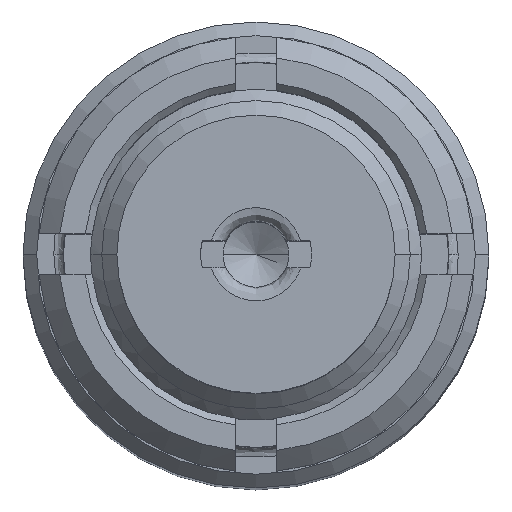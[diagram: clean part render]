
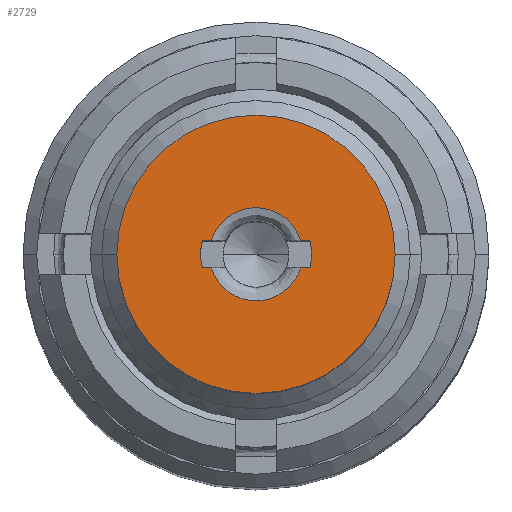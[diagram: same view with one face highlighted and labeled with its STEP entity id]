
A CAD part, top view. The second image highlights one B-rep face of the part: STEP entity #2729.
In plain terms, the highlighted planar face has unit normal (0, 0, 1).
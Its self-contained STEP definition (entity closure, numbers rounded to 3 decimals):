
#60 = CARTESIAN_POINT ( 'NONE',  ( 0.405, 0., -0.025 ) ) ;
#165 = EDGE_CURVE ( 'NONE', #2457, #4494, #1608, .T. ) ;
#167 = CARTESIAN_POINT ( 'NONE',  ( -1.015, 0., -0.025 ) ) ;
#242 = AXIS2_PLACEMENT_3D ( 'NONE', #4234, #1585, #1604 ) ;
#296 = CARTESIAN_POINT ( 'NONE',  ( 0.392, -0.1, -0.025 ) ) ;
#422 = EDGE_CURVE ( 'NONE', #5910, #2457, #481, .T. ) ;
#477 = EDGE_CURVE ( 'NONE', #5434, #4494, #1764, .T. ) ;
#481 = CIRCLE ( 'NONE', #777, 0.405 ) ;
#505 = CIRCLE ( 'NONE', #3862, 0.405 ) ;
#647 = EDGE_CURVE ( 'NONE', #3495, #5910, #1691, .T. ) ;
#657 = CARTESIAN_POINT ( 'NONE',  ( 0.392, 0.1, -0.025 ) ) ;
#663 = VECTOR ( 'NONE', #3057, 1000. ) ;
#675 = CARTESIAN_POINT ( 'NONE',  ( -0.392, 0.1, -0.025 ) ) ;
#709 = CARTESIAN_POINT ( 'NONE',  ( 0., 0., -0.025 ) ) ;
#717 = DIRECTION ( 'NONE',  ( 0., 0., -1. ) ) ;
#733 = DIRECTION ( 'NONE',  ( 1., 0., 0. ) ) ;
#777 = AXIS2_PLACEMENT_3D ( 'NONE', #5251, #5901, #4839 ) ;
#812 = FACE_BOUND ( 'NONE', #3230, .T. ) ;
#867 = EDGE_CURVE ( 'NONE', #3495, #4015, #6235, .T. ) ;
#1042 = EDGE_CURVE ( 'NONE', #3635, #4015, #5131, .T. ) ;
#1051 = ORIENTED_EDGE ( 'NONE', *, *, #1283, .T. ) ;
#1056 = CIRCLE ( 'NONE', #5874, 1.015 ) ;
#1066 = FACE_OUTER_BOUND ( 'NONE', #4025, .T. ) ;
#1121 = AXIS2_PLACEMENT_3D ( 'NONE', #709, #717, #733 ) ;
#1283 = EDGE_CURVE ( 'NONE', #5391, #3635, #505, .T. ) ;
#1308 = CARTESIAN_POINT ( 'NONE',  ( -0.405, -0.1, -0.025 ) ) ;
#1383 = PLANE ( 'NONE',  #242 ) ;
#1514 = CARTESIAN_POINT ( 'NONE',  ( 0.325, -0.1, -0.025 ) ) ;
#1585 = DIRECTION ( 'NONE',  ( 0., 0., -1. ) ) ;
#1604 = DIRECTION ( 'NONE',  ( -1., 0., 0. ) ) ;
#1608 = CIRCLE ( 'NONE', #1121, 0.405 ) ;
#1691 = LINE ( 'NONE', #2578, #3604 ) ;
#1751 = EDGE_CURVE ( 'NONE', #3002, #5391, #3267, .T. ) ;
#1764 = LINE ( 'NONE', #6166, #663 ) ;
#1788 = CARTESIAN_POINT ( 'NONE',  ( 0.205, -0.491, -0.025 ) ) ;
#1843 = EDGE_CURVE ( 'NONE', #3002, #5434, #3869, .T. ) ;
#1976 = EDGE_CURVE ( 'NONE', #4599, #4720, #1056, .T. ) ;
#2048 = EDGE_CURVE ( 'NONE', #4720, #4599, #5108, .T. ) ;
#2390 = CARTESIAN_POINT ( 'NONE',  ( -0.205, 0.491, -0.025 ) ) ;
#2457 = VERTEX_POINT ( 'NONE', #60 ) ;
#2515 = DIRECTION ( 'NONE',  ( -1., 0., 0. ) ) ;
#2578 = CARTESIAN_POINT ( 'NONE',  ( -0.405, 0.1, -0.025 ) ) ;
#2672 = ORIENTED_EDGE ( 'NONE', *, *, #422, .T. ) ;
#2673 = CARTESIAN_POINT ( 'NONE',  ( 0.325, 0.1, -0.025 ) ) ;
#2729 = ADVANCED_FACE ( 'NONE', ( #1066, #812 ), #1383, .F. ) ;
#2906 = ORIENTED_EDGE ( 'NONE', *, *, #1976, .F. ) ;
#2985 = CARTESIAN_POINT ( 'NONE',  ( 0.325, 0.1, -0.025 ) ) ;
#3002 = VERTEX_POINT ( 'NONE', #4159 ) ;
#3057 = DIRECTION ( 'NONE',  ( 1., 0., 0. ) ) ;
#3144 = ORIENTED_EDGE ( 'NONE', *, *, #477, .F. ) ;
#3230 = EDGE_LOOP ( 'NONE', ( #4880, #5381, #1051, #5700, #5357, #3387, #2672, #4783, #3144 ) ) ;
#3237 = CARTESIAN_POINT ( 'NONE',  ( -0.325, 0.1, -0.025 ) ) ;
#3267 = LINE ( 'NONE', #1308, #4070 ) ;
#3387 = ORIENTED_EDGE ( 'NONE', *, *, #647, .T. ) ;
#3463 = CARTESIAN_POINT ( 'NONE',  ( -0.205, -0.491, -0.025 ) ) ;
#3495 = VERTEX_POINT ( 'NONE', #2673 ) ;
#3596 = CARTESIAN_POINT ( 'NONE',  ( 0.325, -0.1, -0.025 ) ) ;
#3597 = CARTESIAN_POINT ( 'NONE',  ( 0., 0., -0.025 ) ) ;
#3604 = VECTOR ( 'NONE', #5109, 1000. ) ;
#3614 = ORIENTED_EDGE ( 'NONE', *, *, #2048, .F. ) ;
#3627 = DIRECTION ( 'NONE',  ( 1., 0., 0. ) ) ;
#3635 = VERTEX_POINT ( 'NONE', #675 ) ;
#3652 = DIRECTION ( 'NONE',  ( 0., 0., -1. ) ) ;
#3862 = AXIS2_PLACEMENT_3D ( 'NONE', #3597, #3652, #3627 ) ;
#3868 = CARTESIAN_POINT ( 'NONE',  ( -0.392, -0.1, -0.025 ) ) ;
#3869 =( BOUNDED_CURVE ( )  B_SPLINE_CURVE ( 3, ( #5411, #3463, #1788, #1514 ),
 .UNSPECIFIED., .F., .T. ) 
 B_SPLINE_CURVE_WITH_KNOTS ( ( 4, 4 ),
 ( 0., 1. ),
 .UNSPECIFIED. ) 
 CURVE ( )  GEOMETRIC_REPRESENTATION_ITEM ( )  RATIONAL_B_SPLINE_CURVE ( ( 1., 0.529, 0.529, 1. ) ) 
 REPRESENTATION_ITEM ( '' )  );
#4015 = VERTEX_POINT ( 'NONE', #4807 ) ;
#4025 = EDGE_LOOP ( 'NONE', ( #2906, #3614 ) ) ;
#4070 = VECTOR ( 'NONE', #2515, 1000. ) ;
#4159 = CARTESIAN_POINT ( 'NONE',  ( -0.325, -0.1, -0.025 ) ) ;
#4234 = CARTESIAN_POINT ( 'NONE',  ( 0., 0.24, -0.025 ) ) ;
#4402 = CARTESIAN_POINT ( 'NONE',  ( 0.205, 0.491, -0.025 ) ) ;
#4494 = VERTEX_POINT ( 'NONE', #296 ) ;
#4599 = VERTEX_POINT ( 'NONE', #5651 ) ;
#4720 = VERTEX_POINT ( 'NONE', #167 ) ;
#4783 = ORIENTED_EDGE ( 'NONE', *, *, #165, .T. ) ;
#4786 = DIRECTION ( 'NONE',  ( 1., 0., 0. ) ) ;
#4802 = DIRECTION ( 'NONE',  ( 0., 0., -1. ) ) ;
#4807 = CARTESIAN_POINT ( 'NONE',  ( -0.325, 0.1, -0.025 ) ) ;
#4808 = DIRECTION ( 'NONE',  ( 1., 0., 0. ) ) ;
#4839 = DIRECTION ( 'NONE',  ( 1., 0., 0. ) ) ;
#4840 = CARTESIAN_POINT ( 'NONE',  ( 0., 0., -0.025 ) ) ;
#4880 = ORIENTED_EDGE ( 'NONE', *, *, #1843, .F. ) ;
#4940 = CARTESIAN_POINT ( 'NONE',  ( -0.405, 0.1, -0.025 ) ) ;
#5108 = CIRCLE ( 'NONE', #5710, 1.015 ) ;
#5109 = DIRECTION ( 'NONE',  ( 1., 0., 0. ) ) ;
#5131 = LINE ( 'NONE', #4940, #5138 ) ;
#5138 = VECTOR ( 'NONE', #4808, 1000. ) ;
#5251 = CARTESIAN_POINT ( 'NONE',  ( 0., 0., -0.025 ) ) ;
#5262 = DIRECTION ( 'NONE',  ( 1., 0., 0. ) ) ;
#5282 = DIRECTION ( 'NONE',  ( 0., 0., -1. ) ) ;
#5304 = CARTESIAN_POINT ( 'NONE',  ( 0., 0., -0.025 ) ) ;
#5357 = ORIENTED_EDGE ( 'NONE', *, *, #867, .F. ) ;
#5381 = ORIENTED_EDGE ( 'NONE', *, *, #1751, .T. ) ;
#5391 = VERTEX_POINT ( 'NONE', #3868 ) ;
#5411 = CARTESIAN_POINT ( 'NONE',  ( -0.325, -0.1, -0.025 ) ) ;
#5434 = VERTEX_POINT ( 'NONE', #3596 ) ;
#5651 = CARTESIAN_POINT ( 'NONE',  ( 1.015, 0., -0.025 ) ) ;
#5700 = ORIENTED_EDGE ( 'NONE', *, *, #1042, .T. ) ;
#5710 = AXIS2_PLACEMENT_3D ( 'NONE', #4840, #4802, #4786 ) ;
#5874 = AXIS2_PLACEMENT_3D ( 'NONE', #5304, #5282, #5262 ) ;
#5901 = DIRECTION ( 'NONE',  ( 0., 0., -1. ) ) ;
#5910 = VERTEX_POINT ( 'NONE', #657 ) ;
#6166 = CARTESIAN_POINT ( 'NONE',  ( 0., -0.1, -0.025 ) ) ;
#6235 =( BOUNDED_CURVE ( )  B_SPLINE_CURVE ( 3, ( #2985, #4402, #2390, #3237 ),
 .UNSPECIFIED., .F., .T. ) 
 B_SPLINE_CURVE_WITH_KNOTS ( ( 4, 4 ),
 ( 0., 1. ),
 .UNSPECIFIED. ) 
 CURVE ( )  GEOMETRIC_REPRESENTATION_ITEM ( )  RATIONAL_B_SPLINE_CURVE ( ( 1., 0.529, 0.529, 1. ) ) 
 REPRESENTATION_ITEM ( '' )  );
